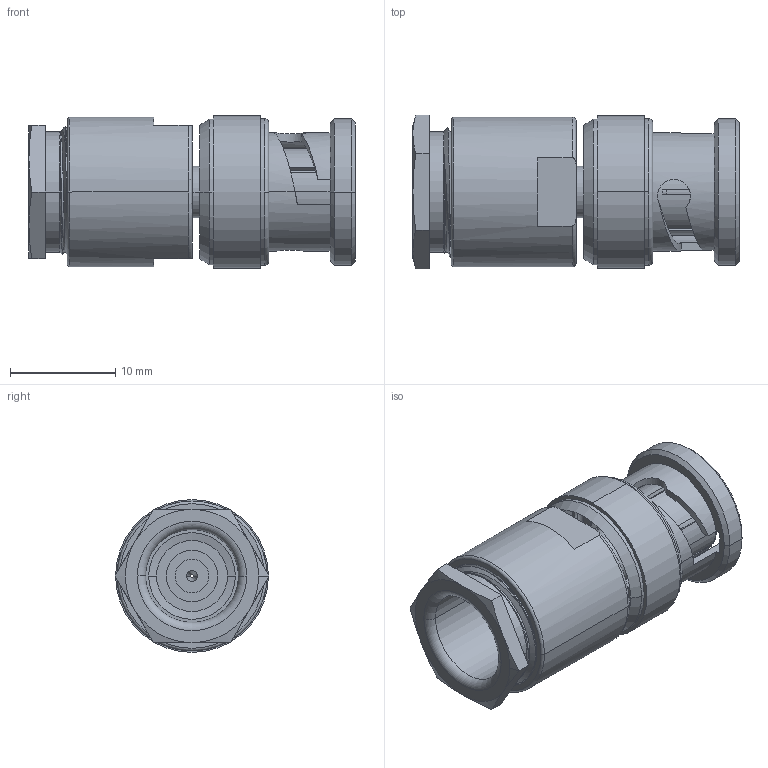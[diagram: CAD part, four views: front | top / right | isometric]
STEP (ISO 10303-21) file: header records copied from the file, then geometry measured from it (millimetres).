
FILE_DESCRIPTION((''),'2;1');
FILE_NAME('9350','2013-03-28T',('Mohan'),(''),'PRO/ENGINEER BY PARAMETRIC TECHNOLOGY CORPORATION, 2010100','PRO/ENGINEER BY PARAMETRIC TECHNOLOGY CORPORATION, 2010100','');
FILE_SCHEMA(('CONFIG_CONTROL_DESIGN'));
Length unit declared in the file: millimetre
Products named in the file (1): 9350
Bounding box: 31.07 x 14.66 x 14.55 mm (x, y, z)
Surface area: 3328.9 mm2 (no closed solid volume)
Topology: 0 solids, 13 shells, 140 faces, 414 edges, 279 vertices
Faces by surface type: cylinder 42, plane 41, torus 26, cone 24, bspline 7
Entity records: 6567 total; most frequent: CARTESIAN_POINT 2885, DIRECTION 772, ORIENTED_EDGE 708, EDGE_CURVE 414, AXIS2_PLACEMENT_3D 320, VERTEX_POINT 279, CIRCLE 187, EDGE_LOOP 155
